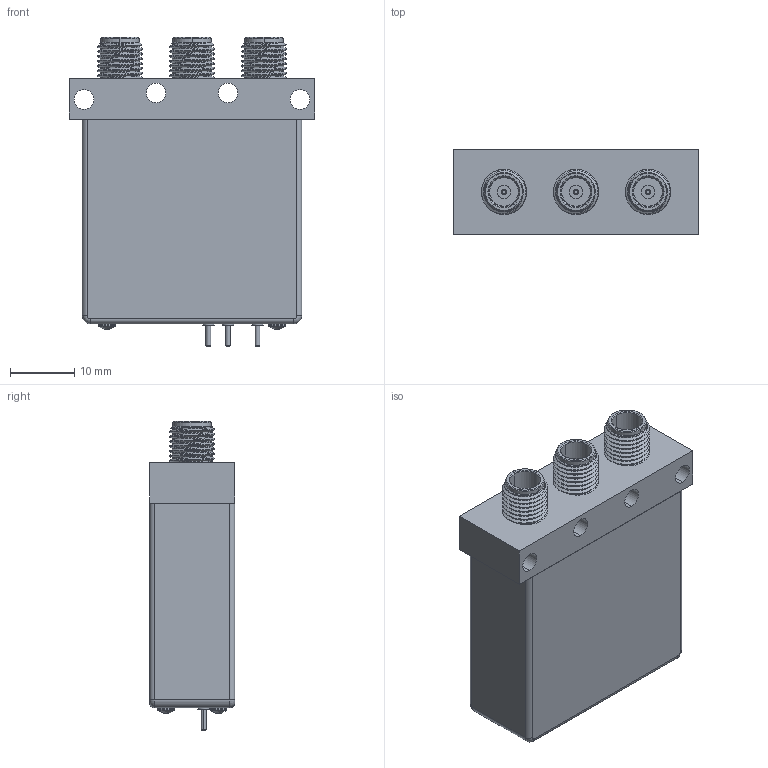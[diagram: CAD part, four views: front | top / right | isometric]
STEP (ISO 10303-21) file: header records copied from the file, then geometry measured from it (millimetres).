
FILE_DESCRIPTION (( 'STEP AP203' ), '1' );
FILE_NAME ('PE71S6330.step', '2019-02-15T15:06:15', ( '' ), ( '' ), 'SwSTEP 2.0', 'SolidWorks 2017', '' );
FILE_SCHEMA (( 'CONFIG_CONTROL_DESIGN' ));
Length unit declared in the file: inch
Products named in the file (1): PE71S6330
Bounding box: 38.1 x 13.26 x 48.01 mm (x, y, z)
Volume: 17529.2 mm3; surface area: 8628.9 mm2
Topology: 5 solids, 5 shells, 1220 faces, 3258 edges, 2149 vertices
Faces by surface type: plane 621, bspline 295, cylinder 255, cone 45, torus 4
Entity records: 58413 total; most frequent: CARTESIAN_POINT 30140, ORIENTED_EDGE 6516, DIRECTION 4687, EDGE_CURVE 3258, VERTEX_POINT 2149, LINE 1993, VECTOR 1993, AXIS2_PLACEMENT_3D 1347
